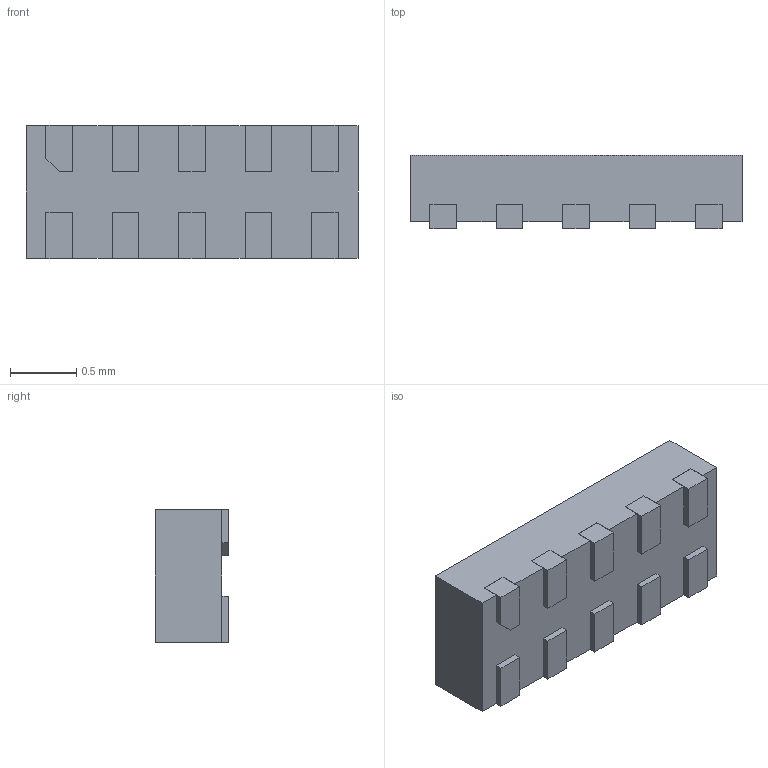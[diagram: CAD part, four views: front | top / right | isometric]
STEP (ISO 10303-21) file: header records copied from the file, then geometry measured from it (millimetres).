
FILE_DESCRIPTION (( 'STEP AP214' ), '1' );
FILE_NAME ('User Library-SOT1176-1-1.STEP', '2020-05-27T03:23:39', ( '' ), ( '' ), 'SwSTEP 2.0', 'SolidWorks 2019', '' );
FILE_SCHEMA (( 'AUTOMOTIVE_DESIGN' ));
Length unit declared in the file: millimetre
Products named in the file (1): User Library-SOT1176-1-1
Bounding box: 2.5 x 0.55 x 1 mm (x, y, z)
Volume: 1.3 mm3; surface area: 9.1 mm2
Topology: 1 solids, 1 shells, 70 faces, 201 edges, 134 vertices
Faces by surface type: plane 68, cylinder 2
Entity records: 2349 total; most frequent: CARTESIAN_POINT 406, ORIENTED_EDGE 402, DIRECTION 347, EDGE_CURVE 201, LINE 197, VECTOR 197, VERTEX_POINT 134, AXIS2_PLACEMENT_3D 75
